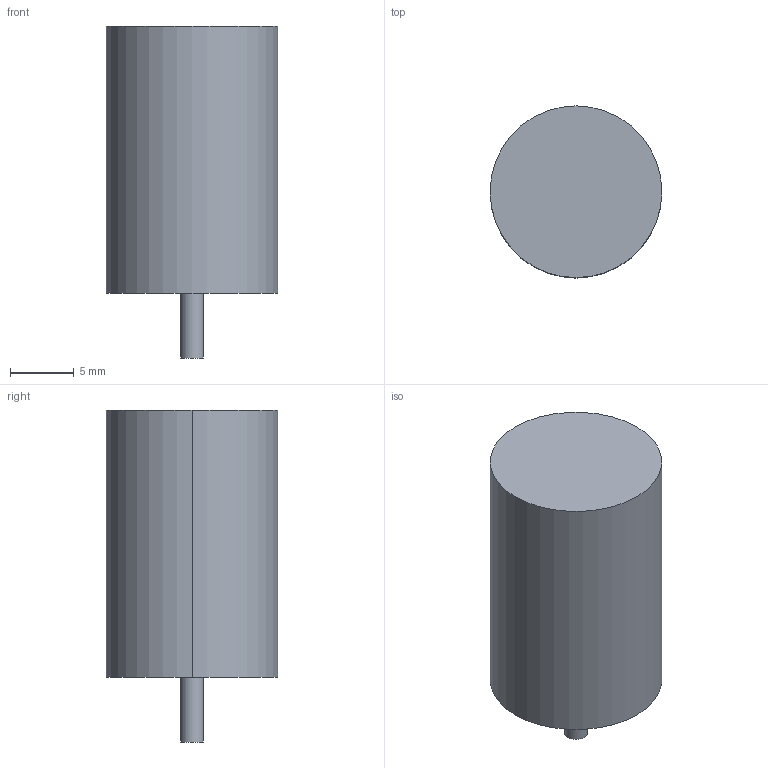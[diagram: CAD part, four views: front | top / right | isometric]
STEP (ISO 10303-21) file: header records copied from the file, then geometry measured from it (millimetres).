
FILE_DESCRIPTION(('FreeCAD Model'),'2;1');
FILE_NAME('1861661.1.5.stp','2023-08-21T06:24:12',( 'Author'),(''),'Open CASCADE STEP processor 6.9','FreeCAD','Unknown' );
FILE_SCHEMA(('AUTOMOTIVE_DESIGN { 1 0 10303 214 1 1 1 1 }'));
Length unit declared in the file: millimetre
Products named in the file (3): ASSEMBLY; Body; Leads
Assembly tree (2 placements, depth 2):
  ASSEMBLY
    Body
    Leads
Bounding box: 13.5 x 13.5 x 26.1 mm (x, y, z)
Volume: 3018.9 mm3; surface area: 1210.8 mm2
Topology: 2 solids, 3 shells, 8 faces, 9 edges, 6 vertices
Faces by surface type: plane 5, cylinder 3
Full cylindrical faces by diameter (mm): 1.8 x1
Entity records: 382 total; most frequent: DIRECTION 61, CARTESIAN_POINT 50, ORIENTED_EDGE 24, PCURVE 22, DEFINITIONAL_REPRESENTATION 22, LINE 21, VECTOR 21, AXIS2_PLACEMENT_3D 17
